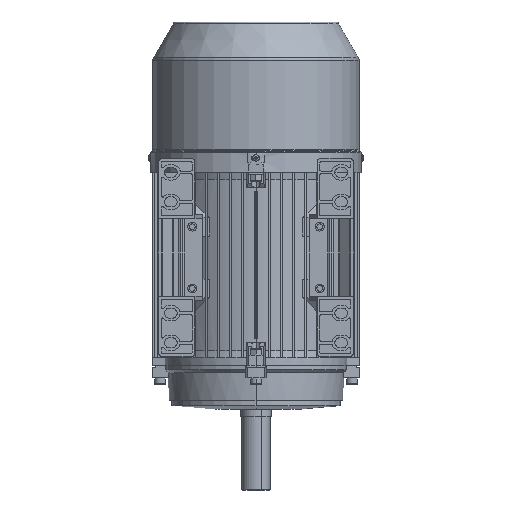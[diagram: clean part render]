
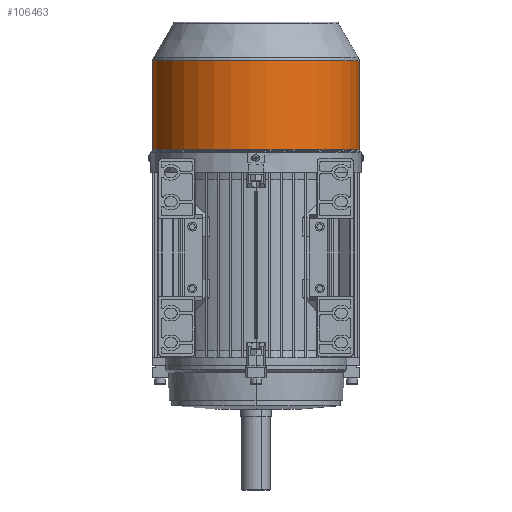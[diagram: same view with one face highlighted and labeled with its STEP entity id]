
A CAD part, left-side view. The second image highlights one B-rep face of the part: STEP entity #106463.
In plain terms, the highlighted cylindrical face has radius 154 mm (diameter 308 mm), a partial arc.
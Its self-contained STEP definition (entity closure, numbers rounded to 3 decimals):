
#36024 = DIRECTION ( 'NONE',  ( -1., 0., 0. ) ) ;
#36026 = VECTOR ( 'NONE', #36024, 1000. ) ;
#36028 = CARTESIAN_POINT ( 'NONE',  ( 0., 0., 154. ) ) ;
#36030 = LINE ( 'NONE', #36028, #36026 ) ;
#36043 = DIRECTION ( 'NONE',  ( -1., 0., 0. ) ) ;
#36045 = VECTOR ( 'NONE', #36043, 1000. ) ;
#36048 = CARTESIAN_POINT ( 'NONE',  ( 0., 0., -154. ) ) ;
#36057 = LINE ( 'NONE', #36048, #36045 ) ;
#37393 = DIRECTION ( 'NONE',  ( 0., 0., 1. ) ) ;
#37395 = DIRECTION ( 'NONE',  ( -1., 0., 0. ) ) ;
#37398 = CARTESIAN_POINT ( 'NONE',  ( 167.304, 0., 0. ) ) ;
#37399 = AXIS2_PLACEMENT_3D ( 'NONE', #37398, #37395, #37393 ) ;
#37403 = DIRECTION ( 'NONE',  ( 0., 0., 1. ) ) ;
#37405 = DIRECTION ( 'NONE',  ( -1., 0., 0. ) ) ;
#37407 = CARTESIAN_POINT ( 'NONE',  ( 0., 0., 0. ) ) ;
#37408 = AXIS2_PLACEMENT_3D ( 'NONE', #37407, #37405, #37403 ) ;
#37409 = CYLINDRICAL_SURFACE ( 'NONE', #37408, 154. ) ;
#37410 = CIRCLE ( 'NONE', #37399, 154. ) ;
#37415 = FACE_OUTER_BOUND ( 'NONE', #106464, .T. ) ;
#78861 = CARTESIAN_POINT ( 'NONE',  ( 167.304, 0., 154. ) ) ;
#78883 = CARTESIAN_POINT ( 'NONE',  ( 167.304, 0., -154. ) ) ;
#78958 = CARTESIAN_POINT ( 'NONE',  ( 34.414, 0., 154. ) ) ;
#78960 = DIRECTION ( 'NONE',  ( 0., 0., 1. ) ) ;
#78962 = DIRECTION ( 'NONE',  ( -1., 0., 0. ) ) ;
#78965 = CARTESIAN_POINT ( 'NONE',  ( 34.414, 0., 0. ) ) ;
#78966 = AXIS2_PLACEMENT_3D ( 'NONE', #78965, #78962, #78960 ) ;
#78969 = CIRCLE ( 'NONE', #78966, 154. ) ;
#78983 = CARTESIAN_POINT ( 'NONE',  ( 34.414, 0., -154. ) ) ;
#93452 = VERTEX_POINT ( 'NONE', #78883 ) ;
#93455 = VERTEX_POINT ( 'NONE', #78861 ) ;
#93472 = VERTEX_POINT ( 'NONE', #78983 ) ;
#93474 = EDGE_CURVE ( 'NONE', #93472, #93475, #78969, .T. ) ;
#93475 = VERTEX_POINT ( 'NONE', #78958 ) ;
#106283 = EDGE_CURVE ( 'NONE', #93452, #93472, #36057, .T. ) ;
#106287 = EDGE_CURVE ( 'NONE', #93455, #93475, #36030, .T. ) ;
#106463 = ADVANCED_FACE ( 'NONE', ( #37415 ), #37409, .T. ) ;
#106464 = EDGE_LOOP ( 'NONE', ( #106465, #106466, #106519, #106520 ) ) ;
#106465 = ORIENTED_EDGE ( 'NONE', *, *, #106283, .F. ) ;
#106466 = ORIENTED_EDGE ( 'NONE', *, *, #106467, .T. ) ;
#106467 = EDGE_CURVE ( 'NONE', #93452, #93455, #37410, .T. ) ;
#106519 = ORIENTED_EDGE ( 'NONE', *, *, #106287, .T. ) ;
#106520 = ORIENTED_EDGE ( 'NONE', *, *, #93474, .F. ) ;
